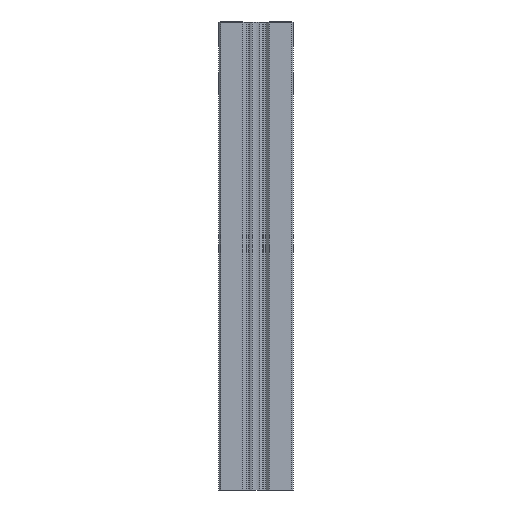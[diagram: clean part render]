
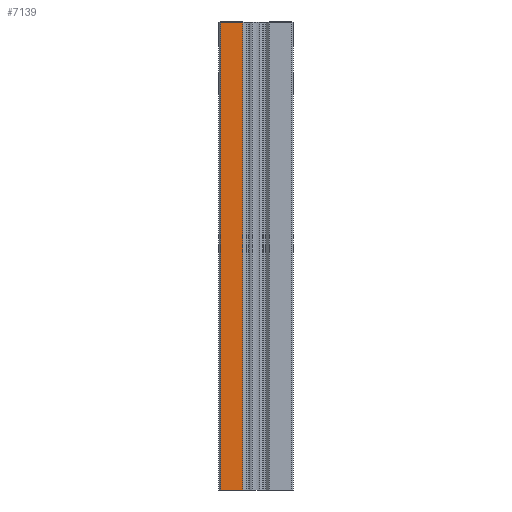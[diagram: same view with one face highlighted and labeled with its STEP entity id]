
A CAD part, left-side view. The second image highlights one B-rep face of the part: STEP entity #7139.
In plain terms, the highlighted planar face has unit normal (-1, 0, 0).
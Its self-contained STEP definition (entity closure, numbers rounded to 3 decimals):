
#691 = EDGE_CURVE ( 'NONE', #729, #12663, #10585, .T. ) ;
#729 = VERTEX_POINT ( 'NONE', #16132 ) ;
#1786 = FACE_OUTER_BOUND ( 'NONE', #16398, .T. ) ;
#2157 = VECTOR ( 'NONE', #17717, 1000. ) ;
#2426 = DIRECTION ( 'NONE',  ( 0., 1., 0. ) ) ;
#2971 = CARTESIAN_POINT ( 'NONE',  ( -20., 0., 0. ) ) ;
#3588 = CARTESIAN_POINT ( 'NONE',  ( -20., 0., 250. ) ) ;
#3825 = CARTESIAN_POINT ( 'NONE',  ( -20., 18.94, 0. ) ) ;
#4595 = VECTOR ( 'NONE', #14963, 1000. ) ;
#5974 = LINE ( 'NONE', #13304, #2157 ) ;
#6379 = ORIENTED_EDGE ( 'NONE', *, *, #8494, .T. ) ;
#6915 = CARTESIAN_POINT ( 'NONE',  ( -20., 18.94, 250. ) ) ;
#7139 = ADVANCED_FACE ( 'NONE', ( #1786 ), #9130, .T. ) ;
#7140 = CARTESIAN_POINT ( 'NONE',  ( -20., 7., 0. ) ) ;
#7591 = DIRECTION ( 'NONE',  ( -1., 0., 0. ) ) ;
#7734 = VERTEX_POINT ( 'NONE', #9672 ) ;
#7963 = DIRECTION ( 'NONE',  ( 0., 0., 1. ) ) ;
#8494 = EDGE_CURVE ( 'NONE', #16024, #12663, #5974, .T. ) ;
#8820 = ORIENTED_EDGE ( 'NONE', *, *, #10654, .T. ) ;
#9112 = VECTOR ( 'NONE', #9917, 1000. ) ;
#9130 = PLANE ( 'NONE',  #10563 ) ;
#9672 = CARTESIAN_POINT ( 'NONE',  ( -20., 7., 250. ) ) ;
#9917 = DIRECTION ( 'NONE',  ( 0., 0., 1. ) ) ;
#10563 = AXIS2_PLACEMENT_3D ( 'NONE', #3588, #7591, #7963 ) ;
#10585 = LINE ( 'NONE', #2971, #4595 ) ;
#10654 = EDGE_CURVE ( 'NONE', #729, #7734, #11339, .T. ) ;
#11339 = LINE ( 'NONE', #7140, #9112 ) ;
#12224 = ORIENTED_EDGE ( 'NONE', *, *, #18606, .T. ) ;
#12663 = VERTEX_POINT ( 'NONE', #3825 ) ;
#13304 = CARTESIAN_POINT ( 'NONE',  ( -20., 18.94, 0. ) ) ;
#14963 = DIRECTION ( 'NONE',  ( 0., 1., 0. ) ) ;
#15481 = LINE ( 'NONE', #18360, #15582 ) ;
#15582 = VECTOR ( 'NONE', #2426, 1000. ) ;
#16024 = VERTEX_POINT ( 'NONE', #6915 ) ;
#16132 = CARTESIAN_POINT ( 'NONE',  ( -20., 7., 0. ) ) ;
#16398 = EDGE_LOOP ( 'NONE', ( #8820, #12224, #6379, #16742 ) ) ;
#16742 = ORIENTED_EDGE ( 'NONE', *, *, #691, .F. ) ;
#17717 = DIRECTION ( 'NONE',  ( 0., 0., -1. ) ) ;
#18360 = CARTESIAN_POINT ( 'NONE',  ( -20., 0., 250. ) ) ;
#18606 = EDGE_CURVE ( 'NONE', #7734, #16024, #15481, .T. ) ;
